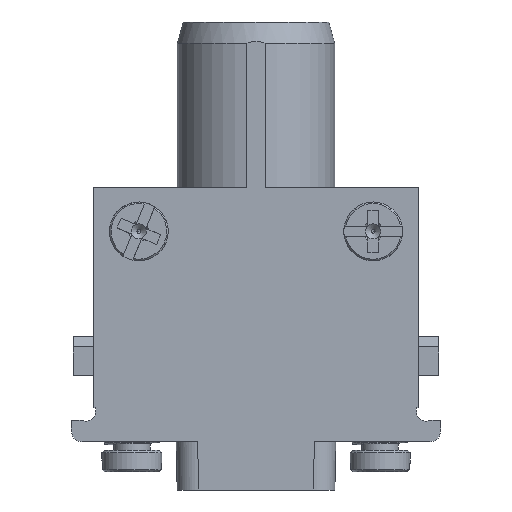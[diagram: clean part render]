
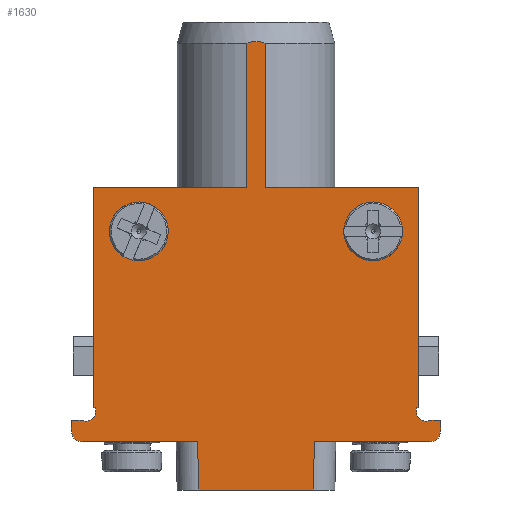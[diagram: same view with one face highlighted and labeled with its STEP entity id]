
A CAD part, left-side view. The second image highlights one B-rep face of the part: STEP entity #1630.
In plain terms, the highlighted planar face has unit normal (-1, 0, 0).
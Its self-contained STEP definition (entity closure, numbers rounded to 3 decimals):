
#317=FACE_BOUND('',#3077,.T.);
#318=FACE_BOUND('',#3078,.T.);
#319=FACE_BOUND('',#3079,.T.);
#684=B_SPLINE_CURVE_WITH_KNOTS('',3,(#22771,#22772,#22773,#22774),
 .UNSPECIFIED.,.F.,.F.,(4,4),(0.,1.),.UNSPECIFIED.);
#685=B_SPLINE_CURVE_WITH_KNOTS('',3,(#22776,#22777,#22778,#22779),
 .UNSPECIFIED.,.F.,.F.,(4,4),(0.,1.),.UNSPECIFIED.);
#1078=CIRCLE('',#10982,2.75);
#1079=CIRCLE('',#10984,2.75);
#1081=CIRCLE('',#11004,0.9);
#1082=CIRCLE('',#11009,1.);
#1083=CIRCLE('',#11017,1.);
#1084=CIRCLE('',#11022,0.9);
#1630=ADVANCED_FACE('',(#317,#318,#319),#2041,.T.);
#2041=PLANE('',#11035);
#3077=EDGE_LOOP('',(#5559,#5560,#5561,#5562,#5563,#5564,#5565,#5566,#5567,
#5568,#5569,#5570,#5571,#5572,#5573,#5574,#5575,#5576,#5577,#5578,#5579,
#5580,#5581,#5582,#5583,#5584,#5585));
#3078=EDGE_LOOP('',(#5586));
#3079=EDGE_LOOP('',(#5587));
#5559=ORIENTED_EDGE('',*,*,#8544,.F.);
#5560=ORIENTED_EDGE('',*,*,#8481,.T.);
#5561=ORIENTED_EDGE('',*,*,#8454,.T.);
#5562=ORIENTED_EDGE('',*,*,#8344,.T.);
#5563=ORIENTED_EDGE('',*,*,#8348,.F.);
#5564=ORIENTED_EDGE('',*,*,#8352,.F.);
#5565=ORIENTED_EDGE('',*,*,#8351,.F.);
#5566=ORIENTED_EDGE('',*,*,#8340,.F.);
#5567=ORIENTED_EDGE('',*,*,#8450,.T.);
#5568=ORIENTED_EDGE('',*,*,#8487,.T.);
#5569=ORIENTED_EDGE('',*,*,#8490,.T.);
#5570=ORIENTED_EDGE('',*,*,#8541,.T.);
#5571=ORIENTED_EDGE('',*,*,#8502,.T.);
#5572=ORIENTED_EDGE('',*,*,#8505,.T.);
#5573=ORIENTED_EDGE('',*,*,#8506,.F.);
#5574=ORIENTED_EDGE('',*,*,#8509,.F.);
#5575=ORIENTED_EDGE('',*,*,#8510,.F.);
#5576=ORIENTED_EDGE('',*,*,#8547,.T.);
#5577=ORIENTED_EDGE('',*,*,#8520,.F.);
#5578=ORIENTED_EDGE('',*,*,#8545,.F.);
#5579=ORIENTED_EDGE('',*,*,#8522,.T.);
#5580=ORIENTED_EDGE('',*,*,#8546,.T.);
#5581=ORIENTED_EDGE('',*,*,#8532,.T.);
#5582=ORIENTED_EDGE('',*,*,#8533,.F.);
#5583=ORIENTED_EDGE('',*,*,#8536,.F.);
#5584=ORIENTED_EDGE('',*,*,#8538,.T.);
#5585=ORIENTED_EDGE('',*,*,#8539,.T.);
#5586=ORIENTED_EDGE('',*,*,#8447,.T.);
#5587=ORIENTED_EDGE('',*,*,#8448,.F.);
#7014=VERTEX_POINT('',#22741);
#7016=VERTEX_POINT('',#22744);
#7018=VERTEX_POINT('',#22750);
#7020=VERTEX_POINT('',#22753);
#7022=VERTEX_POINT('',#22759);
#7025=VERTEX_POINT('',#22775);
#7087=VERTEX_POINT('',#23091);
#7088=VERTEX_POINT('',#23094);
#7089=VERTEX_POINT('',#23097);
#7093=VERTEX_POINT('',#23107);
#7106=VERTEX_POINT('',#23154);
#7109=VERTEX_POINT('',#23167);
#7110=VERTEX_POINT('',#23172);
#7117=VERTEX_POINT('',#23794);
#7118=VERTEX_POINT('',#23796);
#7119=VERTEX_POINT('',#23800);
#7120=VERTEX_POINT('',#23804);
#7121=VERTEX_POINT('',#23808);
#7122=VERTEX_POINT('',#23812);
#7127=VERTEX_POINT('',#23855);
#7128=VERTEX_POINT('',#23866);
#7129=VERTEX_POINT('',#23879);
#7131=VERTEX_POINT('',#23882);
#7135=VERTEX_POINT('',#23924);
#7136=VERTEX_POINT('',#23926);
#7137=VERTEX_POINT('',#23930);
#7138=VERTEX_POINT('',#23934);
#7139=VERTEX_POINT('',#23938);
#7140=VERTEX_POINT('',#23942);
#8340=EDGE_CURVE('',#7014,#7016,#9330,.T.);
#8344=EDGE_CURVE('',#7020,#7018,#9332,.T.);
#8348=EDGE_CURVE('',#7022,#7018,#9335,.T.);
#8351=EDGE_CURVE('',#7016,#7025,#684,.T.);
#8352=EDGE_CURVE('',#7025,#7022,#685,.T.);
#8447=EDGE_CURVE('',#7087,#7087,#1078,.T.);
#8448=EDGE_CURVE('',#7088,#7088,#1079,.T.);
#8450=EDGE_CURVE('',#7014,#7089,#9384,.T.);
#8454=EDGE_CURVE('',#7093,#7020,#9388,.T.);
#8481=EDGE_CURVE('',#7106,#7093,#9415,.T.);
#8487=EDGE_CURVE('',#7089,#7109,#9421,.T.);
#8490=EDGE_CURVE('',#7109,#7110,#9424,.T.);
#8502=EDGE_CURVE('',#7118,#7117,#1081,.T.);
#8505=EDGE_CURVE('',#7117,#7119,#9432,.T.);
#8506=EDGE_CURVE('',#7120,#7119,#9433,.T.);
#8509=EDGE_CURVE('',#7121,#7120,#9436,.T.);
#8510=EDGE_CURVE('',#7122,#7121,#1082,.T.);
#8520=EDGE_CURVE('',#7128,#7127,#9442,.T.);
#8522=EDGE_CURVE('',#7131,#7129,#9443,.T.);
#8532=EDGE_CURVE('',#7135,#7136,#1083,.T.);
#8533=EDGE_CURVE('',#7137,#7136,#9450,.T.);
#8536=EDGE_CURVE('',#7138,#7137,#9453,.T.);
#8538=EDGE_CURVE('',#7138,#7139,#9455,.T.);
#8539=EDGE_CURVE('',#7139,#7140,#1084,.T.);
#8541=EDGE_CURVE('',#7110,#7118,#9457,.T.);
#8544=EDGE_CURVE('',#7106,#7140,#9460,.T.);
#8545=EDGE_CURVE('',#7131,#7128,#9461,.T.);
#8546=EDGE_CURVE('',#7129,#7135,#9462,.T.);
#8547=EDGE_CURVE('',#7122,#7127,#9463,.T.);
#9330=LINE('',#22743,#10112);
#9332=LINE('',#22752,#10114);
#9335=LINE('',#22761,#10117);
#9384=LINE('',#23099,#10166);
#9388=LINE('',#23106,#10170);
#9415=LINE('',#23156,#10197);
#9421=LINE('',#23168,#10203);
#9424=LINE('',#23173,#10206);
#9432=LINE('',#23801,#10214);
#9433=LINE('',#23803,#10215);
#9436=LINE('',#23809,#10218);
#9442=LINE('',#23867,#10224);
#9443=LINE('',#23881,#10225);
#9450=LINE('',#23929,#10232);
#9453=LINE('',#23935,#10235);
#9455=LINE('',#23939,#10237);
#9457=LINE('',#23945,#10239);
#9460=LINE('',#23949,#10242);
#9461=LINE('',#23951,#10243);
#9462=LINE('',#23953,#10244);
#9463=LINE('',#23955,#10245);
#10112=VECTOR('',#12794,1.);
#10114=VECTOR('',#12802,1.);
#10117=VECTOR('',#12809,1.);
#10166=VECTOR('',#12958,1.);
#10170=VECTOR('',#12964,1.);
#10197=VECTOR('',#13009,1.);
#10203=VECTOR('',#13021,1.);
#10206=VECTOR('',#13026,1.);
#10214=VECTOR('',#13046,1.);
#10215=VECTOR('',#13049,1.);
#10218=VECTOR('',#13054,1.);
#10224=VECTOR('',#13070,1.);
#10225=VECTOR('',#13073,1.);
#10232=VECTOR('',#13090,1.);
#10235=VECTOR('',#13095,1.);
#10237=VECTOR('',#13099,1.);
#10239=VECTOR('',#13107,1.);
#10242=VECTOR('',#13112,1.);
#10243=VECTOR('',#13115,1.);
#10244=VECTOR('',#13118,1.);
#10245=VECTOR('',#13121,1.);
#10982=AXIS2_PLACEMENT_3D('',#23090,#12949,#12950);
#10984=AXIS2_PLACEMENT_3D('',#23093,#12953,#12954);
#11004=AXIS2_PLACEMENT_3D('',#23795,#13040,#13041);
#11009=AXIS2_PLACEMENT_3D('',#23811,#13057,#13058);
#11017=AXIS2_PLACEMENT_3D('',#23927,#13086,#13087);
#11022=AXIS2_PLACEMENT_3D('',#23941,#13102,#13103);
#11035=AXIS2_PLACEMENT_3D('',#23979,#13146,#13147);
#12794=DIRECTION('',(0.,0.,1.));
#12802=DIRECTION('',(0.,1.,0.));
#12809=DIRECTION('',(0.,0.,-1.));
#12949=DIRECTION('',(1.,0.,0.));
#12950=DIRECTION('',(0.,1.,0.));
#12953=DIRECTION('',(-1.,0.,0.));
#12954=DIRECTION('',(0.,-1.,0.));
#12958=DIRECTION('',(0.,1.,0.));
#12964=DIRECTION('',(0.,0.,1.));
#13009=DIRECTION('',(0.,-1.,0.));
#13021=DIRECTION('',(0.,0.,-1.));
#13026=DIRECTION('',(0.,-1.,0.));
#13040=DIRECTION('',(1.,0.,0.));
#13041=DIRECTION('',(0.,-1.,0.));
#13046=DIRECTION('',(0.,0.966,0.259));
#13049=DIRECTION('',(0.,-1.,0.));
#13054=DIRECTION('',(0.,0.,1.));
#13057=DIRECTION('',(1.,0.,0.));
#13058=DIRECTION('',(0.,0.,-1.));
#13070=DIRECTION('',(0.,0.017,1.));
#13073=DIRECTION('',(0.,-0.017,1.));
#13086=DIRECTION('',(-1.,0.,0.));
#13087=DIRECTION('',(0.,0.,-1.));
#13090=DIRECTION('',(0.,0.,-1.));
#13095=DIRECTION('',(0.,-1.,0.));
#13099=DIRECTION('',(0.,0.966,-0.259));
#13102=DIRECTION('',(1.,0.,0.));
#13103=DIRECTION('',(0.,-0.259,-0.966));
#13107=DIRECTION('',(0.,0.,-1.));
#13112=DIRECTION('',(0.,0.,-1.));
#13115=DIRECTION('',(0.,1.,0.));
#13118=DIRECTION('',(0.,-1.,0.));
#13121=DIRECTION('',(0.,-1.,0.));
#13146=DIRECTION('',(-1.,0.,0.));
#13147=DIRECTION('',(0.,-1.,0.));
#22741=CARTESIAN_POINT('',(-23.3,0.856,14.55));
#22743=CARTESIAN_POINT('',(-23.3,0.856,14.55));
#22744=CARTESIAN_POINT('',(-23.3,0.856,28.05));
#22750=CARTESIAN_POINT('',(-23.3,-0.856,14.55));
#22752=CARTESIAN_POINT('',(-23.3,-15.15,14.55));
#22753=CARTESIAN_POINT('',(-23.3,-15.15,14.55));
#22759=CARTESIAN_POINT('',(-23.3,-0.856,28.05));
#22761=CARTESIAN_POINT('',(-23.3,-0.856,28.05));
#22771=CARTESIAN_POINT('',(-23.3,0.856,28.05));
#22772=CARTESIAN_POINT('',(-23.3,0.582,28.169));
#22773=CARTESIAN_POINT('',(-23.302,0.297,28.228));
#22774=CARTESIAN_POINT('',(-23.302,0.,28.228));
#22775=CARTESIAN_POINT('',(-23.302,0.,28.228));
#22776=CARTESIAN_POINT('',(-23.302,0.,28.228));
#22777=CARTESIAN_POINT('',(-23.302,-0.297,28.228));
#22778=CARTESIAN_POINT('',(-23.3,-0.582,28.169));
#22779=CARTESIAN_POINT('',(-23.3,-0.856,28.05));
#23090=CARTESIAN_POINT('',(-23.3,-10.95,10.475));
#23091=CARTESIAN_POINT('',(-23.3,-8.2,10.475));
#23093=CARTESIAN_POINT('',(-23.3,10.95,10.475));
#23094=CARTESIAN_POINT('',(-23.3,8.2,10.475));
#23097=CARTESIAN_POINT('',(-23.3,15.15,14.55));
#23099=CARTESIAN_POINT('',(-23.3,0.856,14.55));
#23106=CARTESIAN_POINT('',(-23.3,-15.15,-6.));
#23107=CARTESIAN_POINT('',(-23.3,-15.15,-6.));
#23154=CARTESIAN_POINT('',(-23.3,-14.999,-6.));
#23156=CARTESIAN_POINT('',(-23.3,15.15,-6.));
#23167=CARTESIAN_POINT('',(-23.3,15.15,-6.));
#23168=CARTESIAN_POINT('',(-23.3,15.15,14.55));
#23172=CARTESIAN_POINT('',(-23.3,14.999,-6.));
#23173=CARTESIAN_POINT('',(-23.3,15.15,-6.));
#23794=CARTESIAN_POINT('',(-23.3,16.132,-7.232));
#23795=CARTESIAN_POINT('',(-23.3,15.899,-6.362));
#23796=CARTESIAN_POINT('',(-23.3,14.999,-6.362));
#23800=CARTESIAN_POINT('',(-23.3,16.25,-7.2));
#23801=CARTESIAN_POINT('',(-23.3,16.132,-7.232));
#23803=CARTESIAN_POINT('',(-23.3,17.25,-7.2));
#23804=CARTESIAN_POINT('',(-23.3,17.25,-7.2));
#23808=CARTESIAN_POINT('',(-23.3,17.25,-8.2));
#23809=CARTESIAN_POINT('',(-23.3,17.25,-8.2));
#23811=CARTESIAN_POINT('',(-23.3,16.25,-8.2));
#23812=CARTESIAN_POINT('',(-23.3,16.25,-9.2));
#23855=CARTESIAN_POINT('',(-23.3,5.451,-9.2));
#23866=CARTESIAN_POINT('',(-23.3,5.372,-13.7));
#23867=CARTESIAN_POINT('',(-23.3,5.372,-13.7));
#23879=CARTESIAN_POINT('',(-23.3,-5.451,-9.2));
#23881=CARTESIAN_POINT('',(-23.3,-5.372,-13.7));
#23882=CARTESIAN_POINT('',(-23.3,-5.372,-13.7));
#23924=CARTESIAN_POINT('',(-23.3,-16.25,-9.2));
#23926=CARTESIAN_POINT('',(-23.3,-17.25,-8.2));
#23927=CARTESIAN_POINT('',(-23.3,-16.25,-8.2));
#23929=CARTESIAN_POINT('',(-23.3,-17.25,-7.2));
#23930=CARTESIAN_POINT('',(-23.3,-17.25,-7.2));
#23934=CARTESIAN_POINT('',(-23.3,-16.25,-7.2));
#23935=CARTESIAN_POINT('',(-23.3,-16.25,-7.2));
#23938=CARTESIAN_POINT('',(-23.3,-16.132,-7.232));
#23939=CARTESIAN_POINT('',(-23.3,-16.25,-7.2));
#23941=CARTESIAN_POINT('',(-23.3,-15.899,-6.362));
#23942=CARTESIAN_POINT('',(-23.3,-14.999,-6.362));
#23945=CARTESIAN_POINT('',(-23.3,14.999,-6.));
#23949=CARTESIAN_POINT('',(-23.3,-14.999,-6.));
#23951=CARTESIAN_POINT('',(-23.3,-5.372,-13.7));
#23953=CARTESIAN_POINT('',(-23.3,-5.451,-9.2));
#23955=CARTESIAN_POINT('',(-23.3,16.25,-9.2));
#23979=CARTESIAN_POINT('',(-23.3,-17.938,-6.4));
